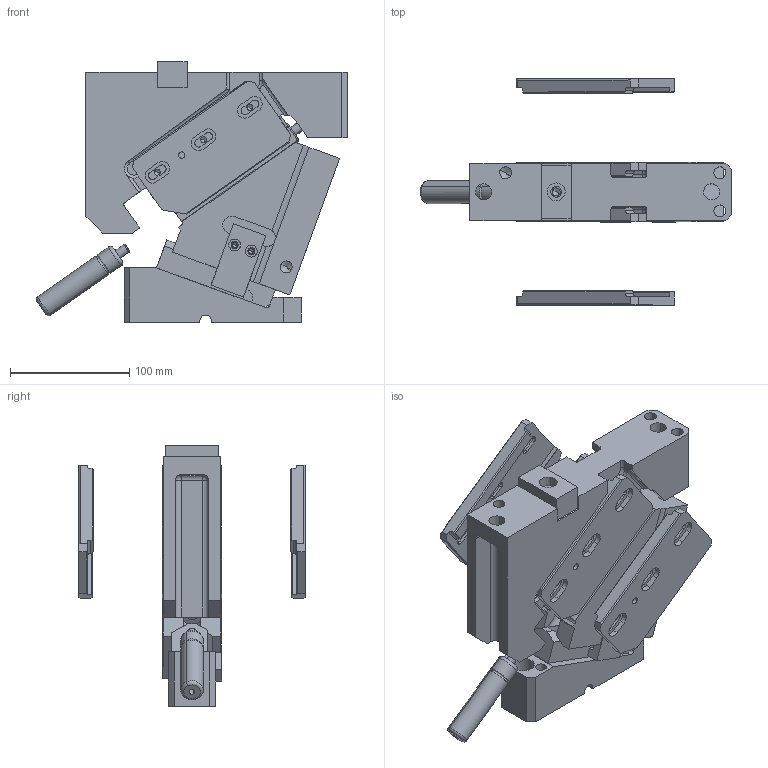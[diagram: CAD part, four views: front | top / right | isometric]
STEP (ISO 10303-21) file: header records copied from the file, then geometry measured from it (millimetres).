
FILE_DESCRIPTION(('CATIA V5 STEP','CAx-IF Rec.Pracs.--- Model Styling and Organization---1.4--- 2014-01-23'),'2;1');
FILE_NAME('ES_OT_0050_20__IND_03__29004__SCHIEBERADAPTER_PART__2011_12_01__SCHWER.stp','2017-10-23T07:26:24+00:00',('none'),('none'),'CATIA Version 5-6 Release 2016 SP3 HF35','CATIA V5 STEP AP203 WITH EXTENSIONS','none');
FILE_SCHEMA(('CONFIG_CONTROL_DESIGN','SHAPE_APPEARANCE_LAYER_MIM'));
Length unit declared in the file: millimetre
Products named in the file (1): ES_OT_0050_20__IND_03__29004__SCHIEBERADAPTER_PART__2011_12_01__SCHWER
Bounding box: 261.76 x 190 x 219 mm (x, y, z)
Volume: 1652064 mm3; surface area: 278721.2 mm2
Topology: 7 solids, 10 shells, 785 faces, 2054 edges, 1302 vertices
Faces by surface type: plane 405, cylinder 286, cone 56, torus 36, sphere 2
Entity records: 22937 total; most frequent: CARTESIAN_POINT 5013, ORIENTED_EDGE 4010, DIRECTION 2962, EDGE_CURVE 2005, VERTEX_POINT 1298, VECTOR 1197, LINE 1197, AXIS2_PLACEMENT_3D 1184
